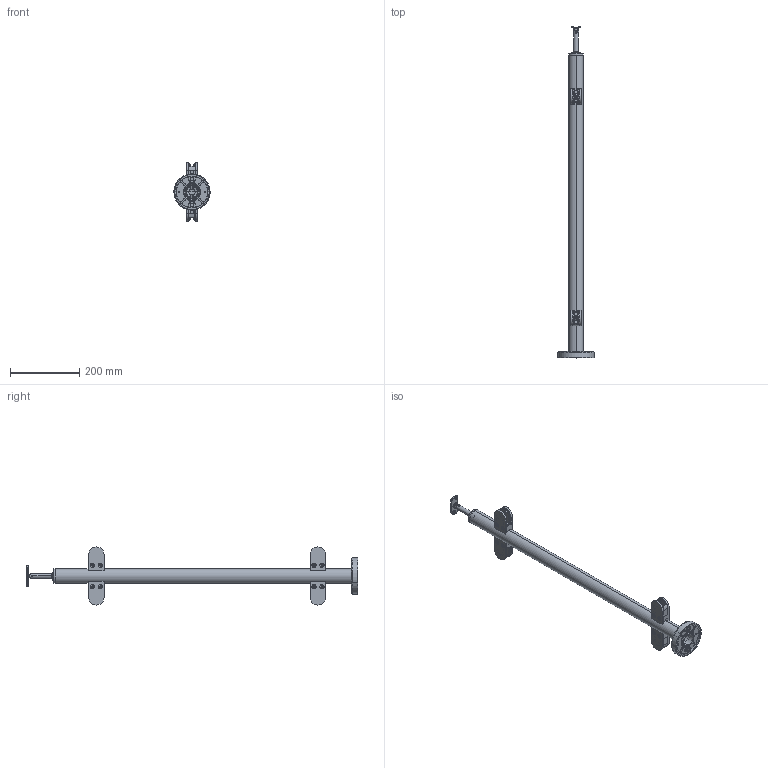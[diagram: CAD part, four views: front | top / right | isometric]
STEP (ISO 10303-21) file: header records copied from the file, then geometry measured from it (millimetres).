
FILE_DESCRIPTION (( 'STEP AP203' ), '1' );
FILE_NAME ('A-VR100-4G-250P.STEP', '2019-03-08T11:09:27', ( '' ), ( '' ), 'SwSTEP 2.0', 'SolidWorks 2018', '' );
FILE_SCHEMA (( 'CONFIG_CONTROL_DESIGN' ));
Length unit declared in the file: millimetre
Products named in the file (21): A_250P-042_Pravy_bez_kolika; A_42.4x___A-VR100-4G-250P; skrutka DIN 7991_M6x16_A2-70; M6x10; A_0940-042-N; A-VR100-4G-250P; A_250P-042_Bez_kolika_a_platnicky; A-0718-242_UP1 E1; A_250P-042.P1; A-0718-242_UP2 E1; A_0718_242_UP E1_skupina; A_250P-042.P1_skupina; A_250P-042.P3_skupina; A_250P-042_Lavy_bez_kolika; A_250P-042.P2; A_250P-042.P7; A_250P-042.P6; A-0512-042; A_250P-042.P3; skrutka DIN 7380_M8x20_A2-70; A19_25-008
Assembly tree (42 placements, depth 4):
  A-VR100-4G-250P
    A_0940-042-N
    A_42.4x___A-VR100-4G-250P
    A_250P-042_Bez_kolika_a_platnicky  x2
      A_250P-042.P1_skupina
        A_250P-042.P1
        A_250P-042.P6  x2
      A_250P-042.P2
      skrutka DIN 7991_M6x16_A2-70
    A_250P-042_Lavy_bez_kolika
      A_250P-042.P1_skupina
        A_250P-042.P1
        A_250P-042.P6  x2
      A_250P-042.P2
      A_250P-042.P3_skupina
        A_250P-042.P3
        A_250P-042.P7
      skrutka DIN 7991_M6x16_A2-70  x2
    A_0718_242_UP E1_skupina
      M6x10
      A-0718-242_UP1 E1
      A-0718-242_UP2 E1
    A19_25-008  x8
    A-0512-042
    A_250P-042_Pravy_bez_kolika
      A_250P-042.P1_skupina
        A_250P-042.P1
        A_250P-042.P6  x2
      A_250P-042.P2
      skrutka DIN 7991_M6x16_A2-70  x2
      A_250P-042.P3_skupina
        A_250P-042.P3
        A_250P-042.P7
    skrutka DIN 7380_M8x20_A2-70  x4
Bounding box: 104.93 x 961.58 x 168.4 mm (x, y, z)
Volume: 489179.7 mm3; surface area: 409963.8 mm2
Topology: 46 solids, 46 shells, 2258 faces, 5418 edges, 3235 vertices
Faces by surface type: plane 1020, cylinder 808, cone 178, sphere 102, torus 96, bspline 54
Entity records: 29444 total; most frequent: CARTESIAN_POINT 7874, DIRECTION 4133, ORIENTED_EDGE 3808, EDGE_CURVE 1904, AXIS2_PLACEMENT_3D 1600, VERTEX_POINT 1153, VECTOR 933, LINE 933
